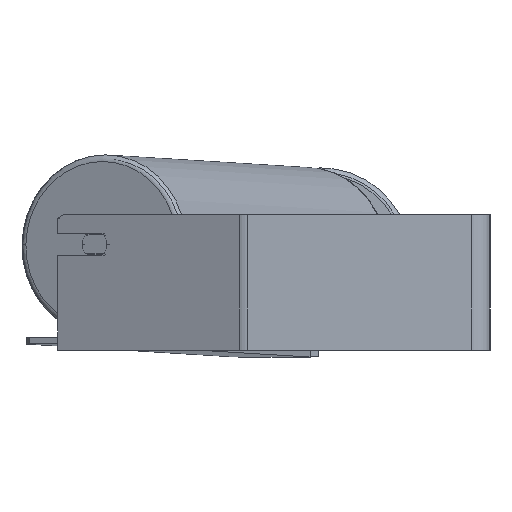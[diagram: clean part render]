
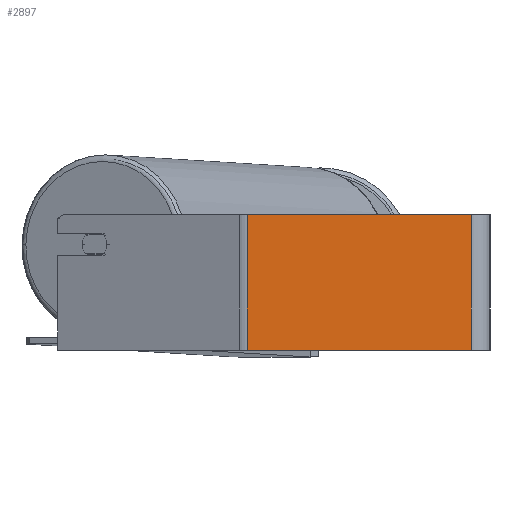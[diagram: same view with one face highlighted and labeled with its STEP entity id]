
A CAD part, left-side view. The second image highlights one B-rep face of the part: STEP entity #2897.
In plain terms, the highlighted planar face has unit normal (-1, 0, 0).
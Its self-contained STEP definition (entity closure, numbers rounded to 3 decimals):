
#14 = DIRECTION ( 'NONE',  ( 0., -1., 0. ) ) ;
#15 = EDGE_CURVE ( 'NONE', #8067, #7169, #1993, .T. ) ;
#172 = CARTESIAN_POINT ( 'NONE',  ( -605., 181.983, 50. ) ) ;
#326 = FACE_OUTER_BOUND ( 'NONE', #5437, .T. ) ;
#348 = CARTESIAN_POINT ( 'NONE',  ( -605., 14., 50. ) ) ;
#995 = AXIS2_PLACEMENT_3D ( 'NONE', #1840, #3890, #3801 ) ;
#1258 = CARTESIAN_POINT ( 'NONE',  ( -605., 14., -50. ) ) ;
#1260 = VECTOR ( 'NONE', #2088, 1000. ) ;
#1441 = EDGE_CURVE ( 'NONE', #7169, #6218, #2674, .T. ) ;
#1474 = DIRECTION ( 'NONE',  ( 0., -1., 0. ) ) ;
#1840 = CARTESIAN_POINT ( 'NONE',  ( -605., 181.983, 50. ) ) ;
#1993 = LINE ( 'NONE', #2126, #1260 ) ;
#2088 = DIRECTION ( 'NONE',  ( 0., 0., -1. ) ) ;
#2126 = CARTESIAN_POINT ( 'NONE',  ( -605., 178.879, 50. ) ) ;
#2674 = LINE ( 'NONE', #4722, #4611 ) ;
#2897 = ADVANCED_FACE ( 'NONE', ( #326 ), #4667, .F. ) ;
#3399 = ORIENTED_EDGE ( 'NONE', *, *, #1441, .T. ) ;
#3721 = ORIENTED_EDGE ( 'NONE', *, *, #15, .T. ) ;
#3801 = DIRECTION ( 'NONE',  ( 0., 0., -1. ) ) ;
#3870 = LINE ( 'NONE', #348, #4846 ) ;
#3890 = DIRECTION ( 'NONE',  ( 1., 0., 0. ) ) ;
#4135 = VERTEX_POINT ( 'NONE', #6162 ) ;
#4290 = CARTESIAN_POINT ( 'NONE',  ( -605., 178.879, -50. ) ) ;
#4611 = VECTOR ( 'NONE', #14, 1000. ) ;
#4633 = ORIENTED_EDGE ( 'NONE', *, *, #8944, .F. ) ;
#4667 = PLANE ( 'NONE',  #995 ) ;
#4722 = CARTESIAN_POINT ( 'NONE',  ( -605., 181.983, -50. ) ) ;
#4846 = VECTOR ( 'NONE', #6516, 1000. ) ;
#5437 = EDGE_LOOP ( 'NONE', ( #3399, #4633, #7297, #3721 ) ) ;
#5760 = CARTESIAN_POINT ( 'NONE',  ( -605., 178.879, 50. ) ) ;
#6162 = CARTESIAN_POINT ( 'NONE',  ( -605., 14., 50. ) ) ;
#6218 = VERTEX_POINT ( 'NONE', #1258 ) ;
#6516 = DIRECTION ( 'NONE',  ( 0., 0., -1. ) ) ;
#7169 = VERTEX_POINT ( 'NONE', #4290 ) ;
#7297 = ORIENTED_EDGE ( 'NONE', *, *, #8768, .F. ) ;
#7802 = LINE ( 'NONE', #172, #8349 ) ;
#8067 = VERTEX_POINT ( 'NONE', #5760 ) ;
#8349 = VECTOR ( 'NONE', #1474, 1000. ) ;
#8768 = EDGE_CURVE ( 'NONE', #8067, #4135, #7802, .T. ) ;
#8944 = EDGE_CURVE ( 'NONE', #4135, #6218, #3870, .T. ) ;
